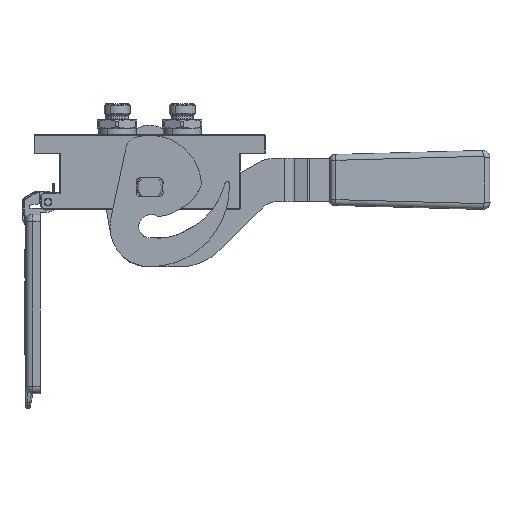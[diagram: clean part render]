
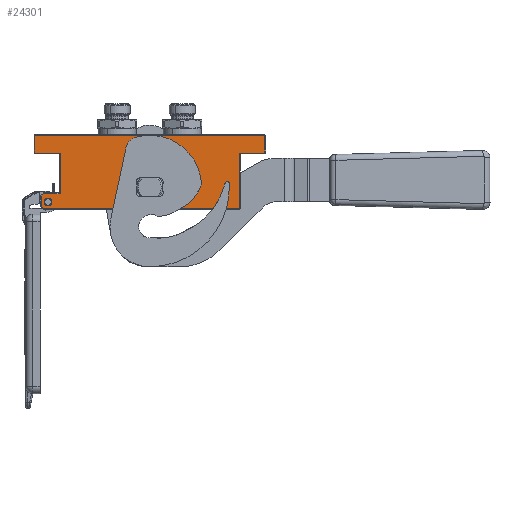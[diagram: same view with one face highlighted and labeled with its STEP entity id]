
A CAD part, front view. The second image highlights one B-rep face of the part: STEP entity #24301.
In plain terms, the highlighted planar face has unit normal (0, -1, 0).
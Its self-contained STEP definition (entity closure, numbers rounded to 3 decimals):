
#801 = EDGE_CURVE ( 'NONE', #19808, #30166, #64368, .T. ) ;
#1850 = CARTESIAN_POINT ( 'NONE',  ( -75., 0., -42.207 ) ) ;
#2118 = VECTOR ( 'NONE', #29391, 1000. ) ;
#2312 = VECTOR ( 'NONE', #29935, 1000. ) ;
#2759 = LINE ( 'NONE', #57195, #42601 ) ;
#2931 = EDGE_CURVE ( 'NONE', #53293, #85504, #16618, .T. ) ;
#3362 = DIRECTION ( 'NONE',  ( 0.707, 0., 0.707 ) ) ;
#4220 = CARTESIAN_POINT ( 'NONE',  ( 62., 0., -12.5 ) ) ;
#4732 = CARTESIAN_POINT ( 'NONE',  ( -79.5, 0., -12.5 ) ) ;
#5526 = DIRECTION ( 'NONE',  ( 0., 1., 0. ) ) ;
#6334 = AXIS2_PLACEMENT_3D ( 'NONE', #91246, #34309, #19453 ) ;
#7677 = CARTESIAN_POINT ( 'NONE',  ( -79.5, 0., -12.5 ) ) ;
#7783 = EDGE_CURVE ( 'NONE', #19808, #46149, #22277, .T. ) ;
#8914 = ORIENTED_EDGE ( 'NONE', *, *, #13359, .T. ) ;
#8951 = DIRECTION ( 'NONE',  ( -1., 0., 0. ) ) ;
#10550 = LINE ( 'NONE', #4732, #37098 ) ;
#10657 = VERTEX_POINT ( 'NONE', #40575 ) ;
#11576 = ORIENTED_EDGE ( 'NONE', *, *, #45209, .T. ) ;
#11926 = CARTESIAN_POINT ( 'NONE',  ( 0., 0., -47.4 ) ) ;
#12415 = CARTESIAN_POINT ( 'NONE',  ( 62., 0., -50.8 ) ) ;
#13359 = EDGE_CURVE ( 'NONE', #63117, #53293, #10550, .T. ) ;
#13584 = EDGE_CURVE ( 'NONE', #85504, #40709, #2759, .T. ) ;
#14193 = VECTOR ( 'NONE', #3362, 1000. ) ;
#15004 = ORIENTED_EDGE ( 'NONE', *, *, #77949, .T. ) ;
#15010 = ORIENTED_EDGE ( 'NONE', *, *, #84909, .F. ) ;
#16618 = LINE ( 'NONE', #83874, #88306 ) ;
#16870 = VECTOR ( 'NONE', #70762, 1000. ) ;
#17452 = CARTESIAN_POINT ( 'NONE',  ( 79.5, 0., -0.5 ) ) ;
#17567 = CARTESIAN_POINT ( 'NONE',  ( 62., 0., -50.8 ) ) ;
#18869 = DIRECTION ( 'NONE',  ( 0., -1., 0. ) ) ;
#19453 = DIRECTION ( 'NONE',  ( 1., 0., 0. ) ) ;
#19808 = VERTEX_POINT ( 'NONE', #60416 ) ;
#20345 = ORIENTED_EDGE ( 'NONE', *, *, #801, .F. ) ;
#21639 = CARTESIAN_POINT ( 'NONE',  ( -79.5, 0., -0.5 ) ) ;
#22277 = LINE ( 'NONE', #51229, #2312 ) ;
#23032 = VERTEX_POINT ( 'NONE', #11926 ) ;
#23511 = FACE_BOUND ( 'NONE', #72750, .T. ) ;
#24301 = ADVANCED_FACE ( 'NONE', ( #76381, #23511, #49994 ), #27196, .F. ) ;
#24563 = VECTOR ( 'NONE', #27294, 1000. ) ;
#25092 = AXIS2_PLACEMENT_3D ( 'NONE', #62975, #5526, #27796 ) ;
#25174 = VECTOR ( 'NONE', #90078, 1000. ) ;
#27196 = PLANE ( 'NONE',  #6334 ) ;
#27294 = DIRECTION ( 'NONE',  ( 0., 0., 1. ) ) ;
#27363 = EDGE_CURVE ( 'NONE', #10657, #63117, #27596, .T. ) ;
#27596 = LINE ( 'NONE', #21639, #2118 ) ;
#27796 = DIRECTION ( 'NONE',  ( 0., 0., -1. ) ) ;
#28888 = CIRCLE ( 'NONE', #25092, 11.3 ) ;
#29352 = CARTESIAN_POINT ( 'NONE',  ( -75., 0., -42.207 ) ) ;
#29391 = DIRECTION ( 'NONE',  ( 0., 0., -1. ) ) ;
#29935 = DIRECTION ( 'NONE',  ( 1., 0., 0. ) ) ;
#30166 = VERTEX_POINT ( 'NONE', #78532 ) ;
#31043 = CARTESIAN_POINT ( 'NONE',  ( -67.75, 0., -46.3 ) ) ;
#32684 = VECTOR ( 'NONE', #77845, 1000. ) ;
#32829 = DIRECTION ( 'NONE',  ( 0., -1., 0. ) ) ;
#34309 = DIRECTION ( 'NONE',  ( 0., 1., 0. ) ) ;
#35055 = CARTESIAN_POINT ( 'NONE',  ( -73.293, 0., -50.8 ) ) ;
#37098 = VECTOR ( 'NONE', #68600, 1000. ) ;
#38307 = CARTESIAN_POINT ( 'NONE',  ( -62., 0., -12.5 ) ) ;
#38471 = DIRECTION ( 'NONE',  ( 0., 0., 1. ) ) ;
#39116 = CIRCLE ( 'NONE', #80031, 2.55 ) ;
#40575 = CARTESIAN_POINT ( 'NONE',  ( -79.5, 0., -0.5 ) ) ;
#40709 = VERTEX_POINT ( 'NONE', #88465 ) ;
#40893 = ORIENTED_EDGE ( 'NONE', *, *, #84942, .F. ) ;
#41129 = LINE ( 'NONE', #12415, #24563 ) ;
#41131 = CARTESIAN_POINT ( 'NONE',  ( -70.3, 0., -46.3 ) ) ;
#41640 = VERTEX_POINT ( 'NONE', #53671 ) ;
#42028 = ORIENTED_EDGE ( 'NONE', *, *, #13584, .T. ) ;
#42601 = VECTOR ( 'NONE', #8951, 1000. ) ;
#45209 = EDGE_CURVE ( 'NONE', #68483, #74620, #85501, .T. ) ;
#45737 = EDGE_CURVE ( 'NONE', #46793, #10657, #53556, .T. ) ;
#46149 = VERTEX_POINT ( 'NONE', #17567 ) ;
#46793 = VERTEX_POINT ( 'NONE', #17452 ) ;
#49796 = ORIENTED_EDGE ( 'NONE', *, *, #88882, .T. ) ;
#49994 = FACE_BOUND ( 'NONE', #64820, .T. ) ;
#50514 = ORIENTED_EDGE ( 'NONE', *, *, #54756, .T. ) ;
#50769 = LINE ( 'NONE', #1850, #14193 ) ;
#51229 = CARTESIAN_POINT ( 'NONE',  ( -73.293, 0., -50.8 ) ) ;
#52396 = CARTESIAN_POINT ( 'NONE',  ( 0., 0., -36.1 ) ) ;
#52844 = LINE ( 'NONE', #29352, #55050 ) ;
#53293 = VERTEX_POINT ( 'NONE', #38307 ) ;
#53556 = LINE ( 'NONE', #57477, #65628 ) ;
#53671 = CARTESIAN_POINT ( 'NONE',  ( -75., 0., -42.207 ) ) ;
#54756 = EDGE_CURVE ( 'NONE', #46149, #68483, #41129, .T. ) ;
#55050 = VECTOR ( 'NONE', #58325, 1000. ) ;
#55800 = VERTEX_POINT ( 'NONE', #66327 ) ;
#56461 = AXIS2_PLACEMENT_3D ( 'NONE', #41131, #18869, #75901 ) ;
#57195 = CARTESIAN_POINT ( 'NONE',  ( -62., 0., -40.5 ) ) ;
#57230 = LINE ( 'NONE', #69142, #25174 ) ;
#57477 = CARTESIAN_POINT ( 'NONE',  ( 79.5, 0., -0.5 ) ) ;
#57621 = EDGE_CURVE ( 'NONE', #72734, #23032, #67761, .T. ) ;
#58325 = DIRECTION ( 'NONE',  ( 0., 0., -1. ) ) ;
#60416 = CARTESIAN_POINT ( 'NONE',  ( -73.293, 0., -50.8 ) ) ;
#61163 = CIRCLE ( 'NONE', #56461, 2.55 ) ;
#62975 = CARTESIAN_POINT ( 'NONE',  ( 0., 0., -36.1 ) ) ;
#63117 = VERTEX_POINT ( 'NONE', #7677 ) ;
#64368 = LINE ( 'NONE', #35055, #16870 ) ;
#64820 = EDGE_LOOP ( 'NONE', ( #40893, #15010 ) ) ;
#65628 = VECTOR ( 'NONE', #70988, 1000. ) ;
#66327 = CARTESIAN_POINT ( 'NONE',  ( -72.85, 0., -46.3 ) ) ;
#67761 = CIRCLE ( 'NONE', #69180, 11.3 ) ;
#68332 = ORIENTED_EDGE ( 'NONE', *, *, #2931, .T. ) ;
#68426 = EDGE_LOOP ( 'NONE', ( #8914, #68332, #42028, #87434, #49796, #20345, #73415, #50514, #11576, #15004, #89905, #70268 ) ) ;
#68483 = VERTEX_POINT ( 'NONE', #4220 ) ;
#68600 = DIRECTION ( 'NONE',  ( 1., 0., 0. ) ) ;
#69142 = CARTESIAN_POINT ( 'NONE',  ( 79.5, 0., -12.5 ) ) ;
#69180 = AXIS2_PLACEMENT_3D ( 'NONE', #52396, #86848, #38471 ) ;
#70268 = ORIENTED_EDGE ( 'NONE', *, *, #27363, .T. ) ;
#70762 = DIRECTION ( 'NONE',  ( -0.707, 0., 0.707 ) ) ;
#70988 = DIRECTION ( 'NONE',  ( -1., 0., 0. ) ) ;
#71521 = CARTESIAN_POINT ( 'NONE',  ( 0., 0., -24.8 ) ) ;
#72523 = EDGE_CURVE ( 'NONE', #23032, #72734, #28888, .T. ) ;
#72734 = VERTEX_POINT ( 'NONE', #71521 ) ;
#72750 = EDGE_LOOP ( 'NONE', ( #78451, #89302 ) ) ;
#73415 = ORIENTED_EDGE ( 'NONE', *, *, #7783, .T. ) ;
#74620 = VERTEX_POINT ( 'NONE', #75010 ) ;
#75010 = CARTESIAN_POINT ( 'NONE',  ( 79.5, 0., -12.5 ) ) ;
#75015 = CARTESIAN_POINT ( 'NONE',  ( -70.3, 0., -46.3 ) ) ;
#75901 = DIRECTION ( 'NONE',  ( 1., 0., 0. ) ) ;
#76381 = FACE_OUTER_BOUND ( 'NONE', #68426, .T. ) ;
#76873 = EDGE_CURVE ( 'NONE', #41640, #40709, #50769, .T. ) ;
#77230 = CARTESIAN_POINT ( 'NONE',  ( 62., 0., -12.5 ) ) ;
#77845 = DIRECTION ( 'NONE',  ( 1., 0., 0. ) ) ;
#77949 = EDGE_CURVE ( 'NONE', #74620, #46793, #57230, .T. ) ;
#78333 = DIRECTION ( 'NONE',  ( 0., 0., -1. ) ) ;
#78451 = ORIENTED_EDGE ( 'NONE', *, *, #57621, .T. ) ;
#78532 = CARTESIAN_POINT ( 'NONE',  ( -75., 0., -49.093 ) ) ;
#80031 = AXIS2_PLACEMENT_3D ( 'NONE', #75015, #32829, #82099 ) ;
#82099 = DIRECTION ( 'NONE',  ( -1., 0., 0. ) ) ;
#83874 = CARTESIAN_POINT ( 'NONE',  ( -62., 0., -12.5 ) ) ;
#84909 = EDGE_CURVE ( 'NONE', #86866, #55800, #61163, .T. ) ;
#84942 = EDGE_CURVE ( 'NONE', #55800, #86866, #39116, .T. ) ;
#85501 = LINE ( 'NONE', #77230, #32684 ) ;
#85504 = VERTEX_POINT ( 'NONE', #87841 ) ;
#86848 = DIRECTION ( 'NONE',  ( 0., 1., 0. ) ) ;
#86866 = VERTEX_POINT ( 'NONE', #31043 ) ;
#87434 = ORIENTED_EDGE ( 'NONE', *, *, #76873, .F. ) ;
#87841 = CARTESIAN_POINT ( 'NONE',  ( -62., 0., -40.5 ) ) ;
#88306 = VECTOR ( 'NONE', #78333, 1000. ) ;
#88465 = CARTESIAN_POINT ( 'NONE',  ( -73.293, 0., -40.5 ) ) ;
#88882 = EDGE_CURVE ( 'NONE', #41640, #30166, #52844, .T. ) ;
#89302 = ORIENTED_EDGE ( 'NONE', *, *, #72523, .T. ) ;
#89905 = ORIENTED_EDGE ( 'NONE', *, *, #45737, .T. ) ;
#90078 = DIRECTION ( 'NONE',  ( 0., 0., 1. ) ) ;
#91246 = CARTESIAN_POINT ( 'NONE',  ( 0., 0., 0. ) ) ;
